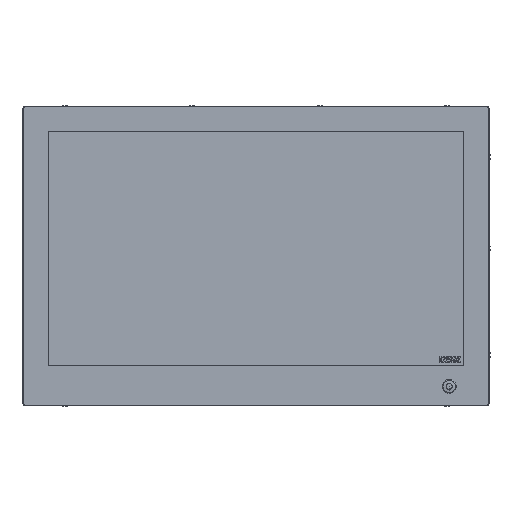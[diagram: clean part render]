
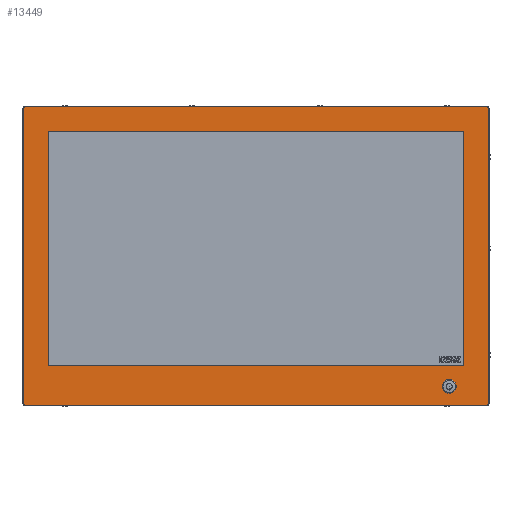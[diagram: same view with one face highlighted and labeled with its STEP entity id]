
A CAD part, front view. The second image highlights one B-rep face of the part: STEP entity #13449.
In plain terms, the highlighted planar face has unit normal (0, -1, 0).
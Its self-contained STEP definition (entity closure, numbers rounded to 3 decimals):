
#254=CIRCLE('',#14076,3.5);
#255=CIRCLE('',#14077,3.5);
#256=CIRCLE('',#14078,3.5);
#257=CIRCLE('',#14079,3.5);
#476=LINE('',#18742,#1040);
#477=LINE('',#18746,#1041);
#478=LINE('',#18750,#1042);
#479=LINE('',#18754,#1043);
#480=LINE('',#18755,#1044);
#481=LINE('',#18758,#1045);
#482=LINE('',#18760,#1046);
#483=LINE('',#18762,#1047);
#1040=VECTOR('',#14775,1000.);
#1041=VECTOR('',#14778,1000.);
#1042=VECTOR('',#14781,1000.);
#1043=VECTOR('',#14784,1000.);
#1044=VECTOR('',#14785,1000.);
#1045=VECTOR('',#14786,1000.);
#1046=VECTOR('',#14787,1000.);
#1047=VECTOR('',#14788,1000.);
#1939=ORIENTED_EDGE('',*,*,#4758,.T.);
#1940=ORIENTED_EDGE('',*,*,#4759,.T.);
#1941=ORIENTED_EDGE('',*,*,#4760,.T.);
#1942=ORIENTED_EDGE('',*,*,#4761,.T.);
#1943=ORIENTED_EDGE('',*,*,#4762,.T.);
#1944=ORIENTED_EDGE('',*,*,#4763,.T.);
#1945=ORIENTED_EDGE('',*,*,#4764,.T.);
#1946=ORIENTED_EDGE('',*,*,#4765,.T.);
#1947=ORIENTED_EDGE('',*,*,#4766,.F.);
#1948=ORIENTED_EDGE('',*,*,#4767,.F.);
#1949=ORIENTED_EDGE('',*,*,#4768,.F.);
#1950=ORIENTED_EDGE('',*,*,#4769,.F.);
#4758=EDGE_CURVE('',#6167,#6168,#254,.T.);
#4759=EDGE_CURVE('',#6168,#6169,#476,.T.);
#4760=EDGE_CURVE('',#6169,#6170,#255,.T.);
#4761=EDGE_CURVE('',#6170,#6171,#477,.T.);
#4762=EDGE_CURVE('',#6171,#6172,#256,.T.);
#4763=EDGE_CURVE('',#6172,#6173,#478,.T.);
#4764=EDGE_CURVE('',#6173,#6174,#257,.T.);
#4765=EDGE_CURVE('',#6174,#6167,#479,.T.);
#4766=EDGE_CURVE('',#6175,#6176,#480,.T.);
#4767=EDGE_CURVE('',#6177,#6175,#481,.T.);
#4768=EDGE_CURVE('',#6178,#6177,#482,.T.);
#4769=EDGE_CURVE('',#6176,#6178,#483,.T.);
#6167=VERTEX_POINT('',#18740);
#6168=VERTEX_POINT('',#18741);
#6169=VERTEX_POINT('',#18743);
#6170=VERTEX_POINT('',#18745);
#6171=VERTEX_POINT('',#18747);
#6172=VERTEX_POINT('',#18749);
#6173=VERTEX_POINT('',#18751);
#6174=VERTEX_POINT('',#18753);
#6175=VERTEX_POINT('',#18756);
#6176=VERTEX_POINT('',#18757);
#6177=VERTEX_POINT('',#18759);
#6178=VERTEX_POINT('',#18761);
#7544=EDGE_LOOP('',(#1939,#1940,#1941,#1942,#1943,#1944,#1945,#1946));
#7545=EDGE_LOOP('',(#1947,#1948,#1949,#1950));
#8240=FACE_BOUND('',#7544,.T.);
#8241=FACE_BOUND('',#7545,.T.);
#8880=PLANE('',#14075);
#13449=ADVANCED_FACE('',(#8240,#8241),#8880,.T.);
#14075=AXIS2_PLACEMENT_3D('',#18738,#14771,#14772);
#14076=AXIS2_PLACEMENT_3D('',#18739,#14773,#14774);
#14077=AXIS2_PLACEMENT_3D('',#18744,#14776,#14777);
#14078=AXIS2_PLACEMENT_3D('',#18748,#14779,#14780);
#14079=AXIS2_PLACEMENT_3D('',#18752,#14782,#14783);
#14771=DIRECTION('',(0.,-1.,0.));
#14772=DIRECTION('',(0.,0.,-1.));
#14773=DIRECTION('',(0.,-1.,0.));
#14774=DIRECTION('',(0.,0.,-1.));
#14775=DIRECTION('',(1.,0.,0.));
#14776=DIRECTION('',(0.,-1.,0.));
#14777=DIRECTION('',(0.,0.,-1.));
#14778=DIRECTION('',(0.,0.,1.));
#14779=DIRECTION('',(0.,-1.,0.));
#14780=DIRECTION('',(0.,0.,-1.));
#14781=DIRECTION('',(-1.,0.,0.));
#14782=DIRECTION('',(0.,-1.,0.));
#14783=DIRECTION('',(0.,0.,-1.));
#14784=DIRECTION('',(0.,0.,-1.));
#14785=DIRECTION('',(-1.,0.,0.));
#14786=DIRECTION('',(0.,0.,1.));
#14787=DIRECTION('',(1.,0.,0.));
#14788=DIRECTION('',(0.,0.,-1.));
#18738=CARTESIAN_POINT('',(0.,-5.5,0.));
#18739=CARTESIAN_POINT('',(-265.,-5.5,-177.7));
#18740=CARTESIAN_POINT('',(-268.5,-5.5,-177.7));
#18741=CARTESIAN_POINT('',(-265.,-5.5,-181.2));
#18742=CARTESIAN_POINT('',(265.,-5.5,-181.2));
#18743=CARTESIAN_POINT('',(265.,-5.5,-181.2));
#18744=CARTESIAN_POINT('',(265.,-5.5,-177.7));
#18745=CARTESIAN_POINT('',(268.5,-5.5,-177.7));
#18746=CARTESIAN_POINT('',(268.5,-5.5,159.7));
#18747=CARTESIAN_POINT('',(268.5,-5.5,159.7));
#18748=CARTESIAN_POINT('',(265.,-5.5,159.7));
#18749=CARTESIAN_POINT('',(265.,-5.5,163.2));
#18750=CARTESIAN_POINT('',(-265.,-5.5,163.2));
#18751=CARTESIAN_POINT('',(-265.,-5.5,163.2));
#18752=CARTESIAN_POINT('',(-265.,-5.5,159.7));
#18753=CARTESIAN_POINT('',(-268.5,-5.5,159.7));
#18754=CARTESIAN_POINT('',(-268.5,-5.5,-177.7));
#18755=CARTESIAN_POINT('',(239.3,-5.5,135.05));
#18756=CARTESIAN_POINT('',(239.3,-5.5,135.05));
#18757=CARTESIAN_POINT('',(-239.3,-5.5,135.05));
#18758=CARTESIAN_POINT('',(239.3,-5.5,-135.05));
#18759=CARTESIAN_POINT('',(239.3,-5.5,-135.05));
#18760=CARTESIAN_POINT('',(-239.3,-5.5,-135.05));
#18761=CARTESIAN_POINT('',(-239.3,-5.5,-135.05));
#18762=CARTESIAN_POINT('',(-239.3,-5.5,135.05));
